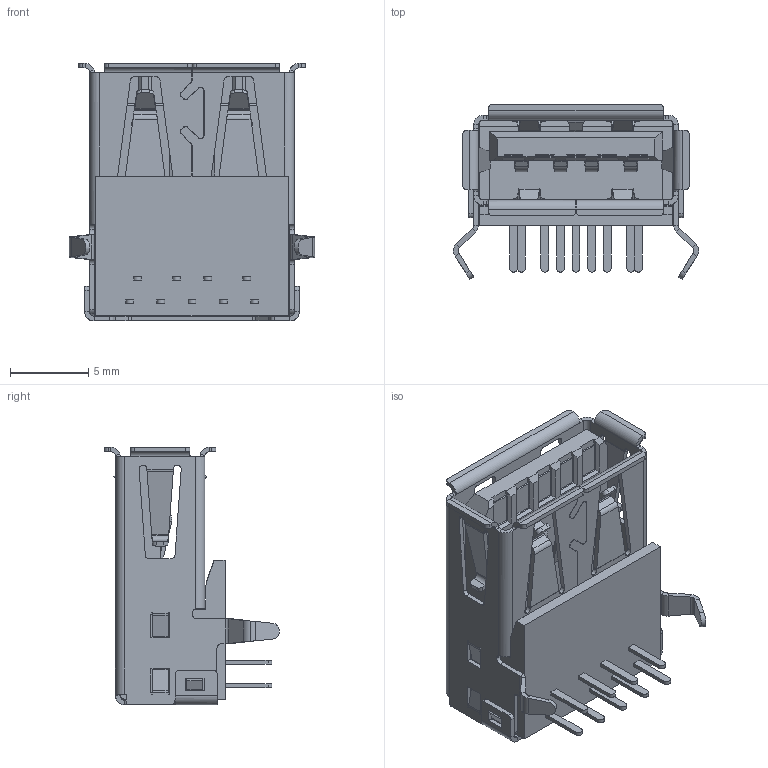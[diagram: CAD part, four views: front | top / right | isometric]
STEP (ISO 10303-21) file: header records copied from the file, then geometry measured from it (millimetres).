
FILE_DESCRIPTION(('STEP AP242'),'1');
FILE_NAME('uj3-ah-4-th.stp','2019-01-01T10:55:54',('TraceParts'),('TraceParts S.A.'),'Spatial InterOp 3D',' ',' ');
FILE_SCHEMA(('AP242_MANAGED_MODEL_BASED_3D_ENGINEERING_MIM_LF {1 0 10303 442 1 1 4}'));
Length unit declared in the file: millimetre
Products named in the file (1): uj3-ah-4-th
Bounding box: 15.7 x 11.2 x 16.5 mm (x, y, z)
Volume: 887.2 mm3; surface area: 2021 mm2
Topology: 1 solids, 1 shells, 933 faces, 2455 edges, 1515 vertices
Faces by surface type: plane 592, cylinder 273, bspline 68
Entity records: 39852 total; most frequent: CARTESIAN_POINT 9768, ORIENTED_EDGE 4906, DIRECTION 4353, EDGE_CURVE 2453, LINE 1809, VECTOR 1809, VERTEX_POINT 1515, AXIS2_PLACEMENT_3D 1272
